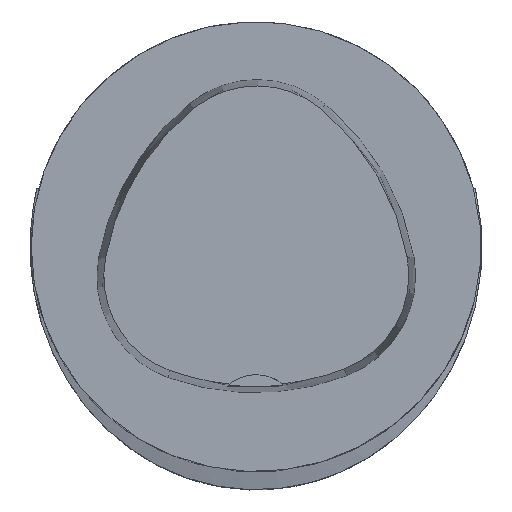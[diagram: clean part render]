
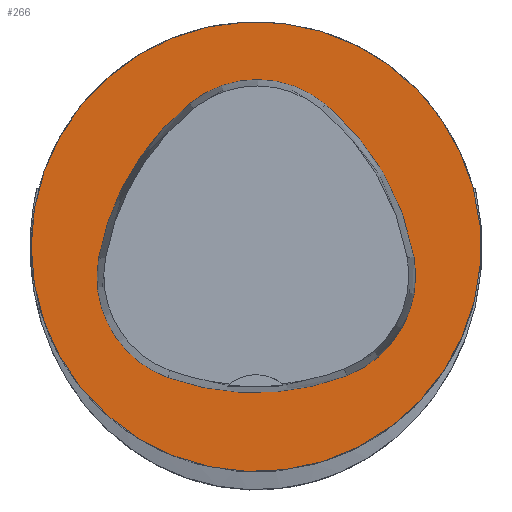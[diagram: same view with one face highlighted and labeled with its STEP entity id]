
A CAD part, top view. The second image highlights one B-rep face of the part: STEP entity #266.
In plain terms, the highlighted planar face has unit normal (0, 0, 1).
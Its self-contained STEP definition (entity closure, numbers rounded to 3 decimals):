
#266=ADVANCED_FACE('',(#650,#651),#336,.T.);
#336=PLANE('',#1788);
#650=FACE_BOUND('',#696,.T.);
#651=FACE_BOUND('',#697,.T.);
#696=EDGE_LOOP('',(#938,#939,#940,#941,#942,#943));
#697=EDGE_LOOP('',(#944));
#938=ORIENTED_EDGE('',*,*,#1479,.T.);
#939=ORIENTED_EDGE('',*,*,#1459,.T.);
#940=ORIENTED_EDGE('',*,*,#1463,.T.);
#941=ORIENTED_EDGE('',*,*,#1466,.T.);
#942=ORIENTED_EDGE('',*,*,#1469,.T.);
#943=ORIENTED_EDGE('',*,*,#1477,.T.);
#944=ORIENTED_EDGE('',*,*,#1447,.F.);
#1279=VERTEX_POINT('',#2658);
#1290=VERTEX_POINT('',#2699);
#1291=VERTEX_POINT('',#2700);
#1294=VERTEX_POINT('',#2708);
#1296=VERTEX_POINT('',#2714);
#1298=VERTEX_POINT('',#2720);
#1305=VERTEX_POINT('',#2741);
#1447=EDGE_CURVE('',#1279,#1279,#1595,.T.);
#1459=EDGE_CURVE('',#1290,#1291,#1596,.T.);
#1463=EDGE_CURVE('',#1291,#1294,#1598,.T.);
#1466=EDGE_CURVE('',#1294,#1296,#1600,.T.);
#1469=EDGE_CURVE('',#1296,#1298,#1602,.T.);
#1477=EDGE_CURVE('',#1298,#1305,#1606,.T.);
#1479=EDGE_CURVE('',#1305,#1290,#1608,.T.);
#1595=CIRCLE('',#1759,31.5);
#1596=CIRCLE('',#1766,36.);
#1598=CIRCLE('',#1769,15.);
#1600=CIRCLE('',#1772,36.);
#1602=CIRCLE('',#1775,15.);
#1606=CIRCLE('',#1780,36.);
#1608=CIRCLE('',#1783,15.);
#1759=AXIS2_PLACEMENT_3D('',#2657,#2033,#2034);
#1766=AXIS2_PLACEMENT_3D('',#2698,#2051,#2052);
#1769=AXIS2_PLACEMENT_3D('',#2707,#2059,#2060);
#1772=AXIS2_PLACEMENT_3D('',#2713,#2066,#2067);
#1775=AXIS2_PLACEMENT_3D('',#2719,#2073,#2074);
#1780=AXIS2_PLACEMENT_3D('',#2742,#2085,#2086);
#1783=AXIS2_PLACEMENT_3D('',#2745,#2091,#2092);
#1788=AXIS2_PLACEMENT_3D('',#2750,#2101,#2102);
#2033=DIRECTION('',(0.,0.,-1.));
#2034=DIRECTION('',(-1.,0.,0.));
#2051=DIRECTION('',(0.,0.,-1.));
#2052=DIRECTION('',(-1.,0.,0.));
#2059=DIRECTION('',(0.,0.,-1.));
#2060=DIRECTION('',(-1.,0.,0.));
#2066=DIRECTION('',(0.,0.,-1.));
#2067=DIRECTION('',(-1.,0.,0.));
#2073=DIRECTION('',(0.,0.,-1.));
#2074=DIRECTION('',(-1.,0.,0.));
#2085=DIRECTION('',(0.,0.,-1.));
#2086=DIRECTION('',(-1.,0.,0.));
#2091=DIRECTION('',(0.,0.,-1.));
#2092=DIRECTION('',(-1.,0.,0.));
#2101=DIRECTION('',(0.,0.,1.));
#2102=DIRECTION('',(1.,0.,0.));
#2657=CARTESIAN_POINT('',(0.,0.,0.));
#2658=CARTESIAN_POINT('',(-31.5,0.,0.));
#2698=CARTESIAN_POINT('',(13.398,-7.893,0.));
#2699=CARTESIAN_POINT('',(-22.041,-1.562,0.));
#2700=CARTESIAN_POINT('',(-9.317,20.036,0.));
#2707=CARTESIAN_POINT('',(0.148,8.399,0.));
#2708=CARTESIAN_POINT('',(9.779,19.898,0.));
#2713=CARTESIAN_POINT('',(-13.337,-7.7,0.));
#2714=CARTESIAN_POINT('',(22.122,-1.48,0.));
#2719=CARTESIAN_POINT('',(7.347,-4.071,0.));
#2720=CARTESIAN_POINT('',(12.693,-18.087,0.));
#2741=CARTESIAN_POINT('',(-12.373,-18.307,0.));
#2742=CARTESIAN_POINT('',(-0.137,15.55,0.));
#2745=CARTESIAN_POINT('',(-7.275,-4.2,0.));
#2750=CARTESIAN_POINT('',(0.,0.,0.));
